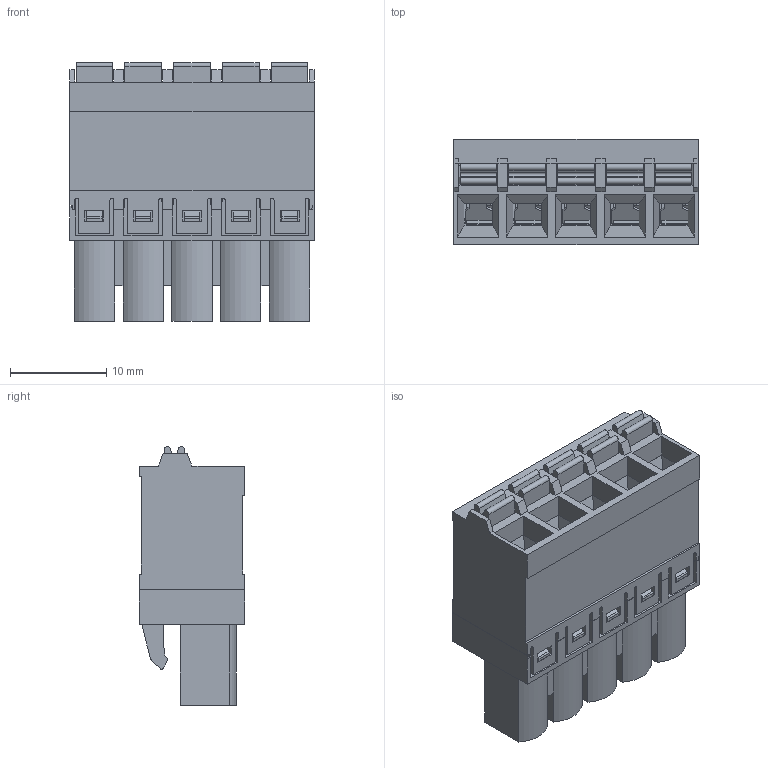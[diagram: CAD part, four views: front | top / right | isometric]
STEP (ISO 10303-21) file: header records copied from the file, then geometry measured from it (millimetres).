
FILE_DESCRIPTION(/* description */ ('Unknown'),/* implementation_level */ '2;1');
FILE_NAME(/* name */ '691304500005',/* time_stamp */ '2021-06-03T13:54:48+02:00',/* author */ ('Unknown'),/* organization */ ('Unknown'),/* preprocessor_version */ 'ST-DEVELOPER v16.7',/* originating_system */ 'Solid Edge',/* authorisation */ 'Unknown');
FILE_SCHEMA (('AUTOMOTIVE_DESIGN {1 0 10303 214 3 1 1}'));
Length unit declared in the file: millimetre
Products named in the file (6): 6913045000xx; 691304500005; 691304530005_Bas; 6913045300xx_Levier; 6913045300xx_Lamelle; 6913045300xx_Pin
Assembly tree (17 placements, depth 2):
  6913045000xx
    691304500005
    691304530005_Bas
    6913045300xx_Levier  x5
    6913045300xx_Lamelle  x5
    6913045300xx_Pin  x5
Bounding box: 25.4 x 11 x 26.91 mm (x, y, z)
Volume: 3108.7 mm3; surface area: 10045 mm2
Topology: 17 solids, 17 shells, 1943 faces, 5406 edges, 3512 vertices
Faces by surface type: plane 1462, cylinder 461, bspline 15, cone 5
Full cylindrical faces by diameter (mm): 1.5 x5, 3 x5
Entity records: 35045 total; most frequent: CARTESIAN_POINT 6312, ORIENTED_EDGE 6114, DIRECTION 5575, EDGE_CURVE 3057, LINE 2747, VECTOR 2747, VERTEX_POINT 1994, AXIS2_PLACEMENT_3D 1414
